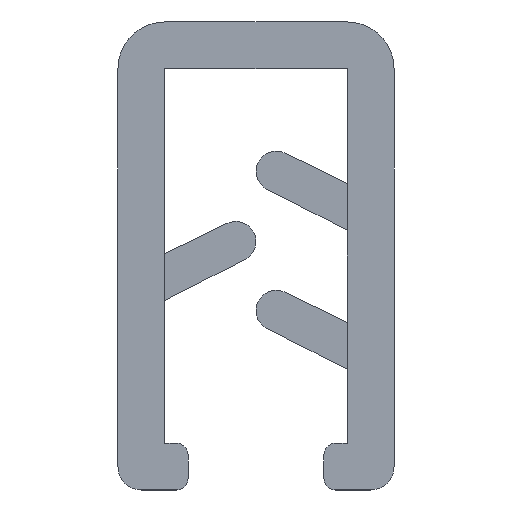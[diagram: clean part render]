
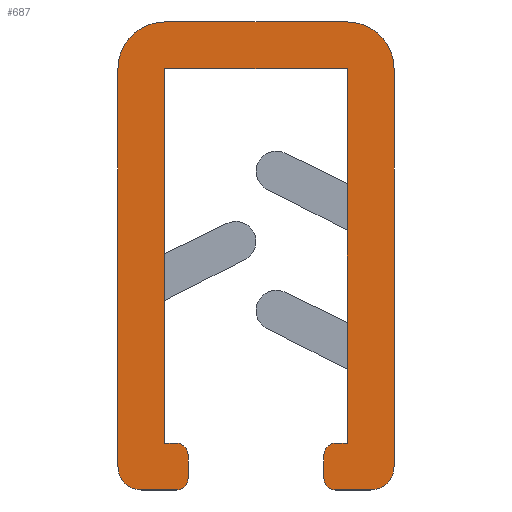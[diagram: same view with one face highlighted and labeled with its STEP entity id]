
A CAD part, front view. The second image highlights one B-rep face of the part: STEP entity #687.
In plain terms, the highlighted planar face has unit normal (0, -1, 0).
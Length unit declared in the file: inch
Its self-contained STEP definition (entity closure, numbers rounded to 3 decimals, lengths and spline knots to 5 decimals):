
#24=CARTESIAN_POINT('',(0.078,-3.16,0.2));
#25=VERTEX_POINT('',#24);
#26=CARTESIAN_POINT('',(0.118,-3.16,0.16));
#27=VERTEX_POINT('',#26);
#28=CARTESIAN_POINT('',(0.078,-3.16,0.16));
#29=DIRECTION('',(0.,1.,0.));
#30=DIRECTION('',(1.,0.,0.));
#31=AXIS2_PLACEMENT_3D('',#28,#29,#30);
#32=CIRCLE('',#31,0.04);
#33=EDGE_CURVE('',#25,#27,#32,.T.);
#66=CARTESIAN_POINT('',(0.118,-3.16,-0.18));
#67=VERTEX_POINT('',#66);
#68=CARTESIAN_POINT('',(0.118,-3.16,-0.18));
#69=DIRECTION('',(0.,0.,-1.));
#70=VECTOR('',#69,1.);
#71=LINE('',#68,#70);
#72=EDGE_CURVE('',#27,#67,#71,.T.);
#97=CARTESIAN_POINT('',(0.098,-3.16,-0.2));
#98=VERTEX_POINT('',#97);
#99=CARTESIAN_POINT('',(0.098,-3.16,-0.18));
#100=DIRECTION('',(0.,1.,0.));
#101=DIRECTION('',(1.,0.,0.));
#102=AXIS2_PLACEMENT_3D('',#99,#100,#101);
#103=CIRCLE('',#102,0.02);
#104=EDGE_CURVE('',#67,#98,#103,.T.);
#130=CARTESIAN_POINT('',(0.068,-3.16,-0.2));
#131=VERTEX_POINT('',#130);
#132=CARTESIAN_POINT('',(0.098,-3.16,-0.2));
#133=DIRECTION('',(-1.,0.,0.));
#134=VECTOR('',#133,1.);
#135=LINE('',#132,#134);
#136=EDGE_CURVE('',#98,#131,#135,.T.);
#161=CARTESIAN_POINT('',(0.058,-3.16,-0.19));
#162=VERTEX_POINT('',#161);
#163=CARTESIAN_POINT('',(0.068,-3.16,-0.19));
#164=DIRECTION('',(0.,1.,0.));
#165=DIRECTION('',(1.,0.,0.));
#166=AXIS2_PLACEMENT_3D('',#163,#164,#165);
#167=CIRCLE('',#166,0.01);
#168=EDGE_CURVE('',#131,#162,#167,.T.);
#194=CARTESIAN_POINT('',(0.058,-3.16,-0.17));
#195=VERTEX_POINT('',#194);
#196=CARTESIAN_POINT('',(0.058,-3.16,-0.19));
#197=DIRECTION('',(0.,0.,1.));
#198=VECTOR('',#197,1.);
#199=LINE('',#196,#198);
#200=EDGE_CURVE('',#162,#195,#199,.T.);
#225=CARTESIAN_POINT('',(0.068,-3.16,-0.16));
#226=VERTEX_POINT('',#225);
#227=CARTESIAN_POINT('',(0.068,-3.16,-0.17));
#228=DIRECTION('',(0.,1.,0.));
#229=DIRECTION('',(1.,0.,0.));
#230=AXIS2_PLACEMENT_3D('',#227,#228,#229);
#231=CIRCLE('',#230,0.01);
#232=EDGE_CURVE('',#195,#226,#231,.T.);
#258=CARTESIAN_POINT('',(0.078,-3.16,-0.16));
#259=VERTEX_POINT('',#258);
#260=CARTESIAN_POINT('',(0.078,-3.16,-0.16));
#261=DIRECTION('',(1.,0.,0.));
#262=VECTOR('',#261,1.);
#263=LINE('',#260,#262);
#264=EDGE_CURVE('',#226,#259,#263,.T.);
#289=CARTESIAN_POINT('',(0.078,-3.16,0.16));
#290=VERTEX_POINT('',#289);
#291=CARTESIAN_POINT('',(0.078,-3.16,-0.16));
#292=DIRECTION('',(0.,0.,1.));
#293=VECTOR('',#292,1.);
#294=LINE('',#291,#293);
#295=EDGE_CURVE('',#259,#290,#294,.T.);
#320=CARTESIAN_POINT('',(-0.078,-3.16,0.16));
#321=VERTEX_POINT('',#320);
#322=CARTESIAN_POINT('',(0.078,-3.16,0.16));
#323=DIRECTION('',(-1.,0.,0.));
#324=VECTOR('',#323,1.);
#325=LINE('',#322,#324);
#326=EDGE_CURVE('',#290,#321,#325,.T.);
#351=CARTESIAN_POINT('',(-0.078,-3.16,-0.16));
#352=VERTEX_POINT('',#351);
#353=CARTESIAN_POINT('',(-0.078,-3.16,-0.16));
#354=DIRECTION('',(0.,0.,-1.));
#355=VECTOR('',#354,1.);
#356=LINE('',#353,#355);
#357=EDGE_CURVE('',#321,#352,#356,.T.);
#382=CARTESIAN_POINT('',(-0.068,-3.16,-0.16));
#383=VERTEX_POINT('',#382);
#384=CARTESIAN_POINT('',(-0.068,-3.16,-0.16));
#385=DIRECTION('',(1.,0.,0.));
#386=VECTOR('',#385,1.);
#387=LINE('',#384,#386);
#388=EDGE_CURVE('',#352,#383,#387,.T.);
#413=CARTESIAN_POINT('',(-0.058,-3.16,-0.17));
#414=VERTEX_POINT('',#413);
#415=CARTESIAN_POINT('',(-0.068,-3.16,-0.17));
#416=DIRECTION('',(0.,1.,0.));
#417=DIRECTION('',(1.,0.,0.));
#418=AXIS2_PLACEMENT_3D('',#415,#416,#417);
#419=CIRCLE('',#418,0.01);
#420=EDGE_CURVE('',#383,#414,#419,.T.);
#446=CARTESIAN_POINT('',(-0.058,-3.16,-0.19));
#447=VERTEX_POINT('',#446);
#448=CARTESIAN_POINT('',(-0.058,-3.16,-0.19));
#449=DIRECTION('',(0.,0.,-1.));
#450=VECTOR('',#449,1.);
#451=LINE('',#448,#450);
#452=EDGE_CURVE('',#414,#447,#451,.T.);
#477=CARTESIAN_POINT('',(-0.068,-3.16,-0.2));
#478=VERTEX_POINT('',#477);
#479=CARTESIAN_POINT('',(-0.068,-3.16,-0.19));
#480=DIRECTION('',(0.,1.,0.));
#481=DIRECTION('',(1.,0.,0.));
#482=AXIS2_PLACEMENT_3D('',#479,#480,#481);
#483=CIRCLE('',#482,0.01);
#484=EDGE_CURVE('',#447,#478,#483,.T.);
#510=CARTESIAN_POINT('',(-0.098,-3.16,-0.2));
#511=VERTEX_POINT('',#510);
#512=CARTESIAN_POINT('',(-0.068,-3.16,-0.2));
#513=DIRECTION('',(-1.,0.,0.));
#514=VECTOR('',#513,1.);
#515=LINE('',#512,#514);
#516=EDGE_CURVE('',#478,#511,#515,.T.);
#541=CARTESIAN_POINT('',(-0.118,-3.16,-0.18));
#542=VERTEX_POINT('',#541);
#543=CARTESIAN_POINT('',(-0.098,-3.16,-0.18));
#544=DIRECTION('',(0.,1.,0.));
#545=DIRECTION('',(1.,0.,0.));
#546=AXIS2_PLACEMENT_3D('',#543,#544,#545);
#547=CIRCLE('',#546,0.02);
#548=EDGE_CURVE('',#511,#542,#547,.T.);
#574=CARTESIAN_POINT('',(-0.118,-3.16,0.16));
#575=VERTEX_POINT('',#574);
#576=CARTESIAN_POINT('',(-0.118,-3.16,-0.18));
#577=DIRECTION('',(0.,0.,1.));
#578=VECTOR('',#577,1.);
#579=LINE('',#576,#578);
#580=EDGE_CURVE('',#542,#575,#579,.T.);
#605=CARTESIAN_POINT('',(-0.078,-3.16,0.2));
#606=VERTEX_POINT('',#605);
#607=CARTESIAN_POINT('',(-0.078,-3.16,0.16));
#608=DIRECTION('',(0.,1.,0.));
#609=DIRECTION('',(1.,0.,0.));
#610=AXIS2_PLACEMENT_3D('',#607,#608,#609);
#611=CIRCLE('',#610,0.04);
#612=EDGE_CURVE('',#575,#606,#611,.T.);
#638=CARTESIAN_POINT('',(0.078,-3.16,0.2));
#639=DIRECTION('',(1.,0.,0.));
#640=VECTOR('',#639,1.);
#641=LINE('',#638,#640);
#642=EDGE_CURVE('',#606,#25,#641,.T.);
#660=ORIENTED_EDGE('',*,*,#33,.F.);
#661=ORIENTED_EDGE('',*,*,#642,.F.);
#662=ORIENTED_EDGE('',*,*,#612,.F.);
#663=ORIENTED_EDGE('',*,*,#580,.F.);
#664=ORIENTED_EDGE('',*,*,#548,.F.);
#665=ORIENTED_EDGE('',*,*,#516,.F.);
#666=ORIENTED_EDGE('',*,*,#484,.F.);
#667=ORIENTED_EDGE('',*,*,#452,.F.);
#668=ORIENTED_EDGE('',*,*,#420,.F.);
#669=ORIENTED_EDGE('',*,*,#388,.F.);
#670=ORIENTED_EDGE('',*,*,#357,.F.);
#671=ORIENTED_EDGE('',*,*,#326,.F.);
#672=ORIENTED_EDGE('',*,*,#295,.F.);
#673=ORIENTED_EDGE('',*,*,#264,.F.);
#674=ORIENTED_EDGE('',*,*,#232,.F.);
#675=ORIENTED_EDGE('',*,*,#200,.F.);
#676=ORIENTED_EDGE('',*,*,#168,.F.);
#677=ORIENTED_EDGE('',*,*,#136,.F.);
#678=ORIENTED_EDGE('',*,*,#104,.F.);
#679=ORIENTED_EDGE('',*,*,#72,.F.);
#680=EDGE_LOOP('',(#660,#661,#662,#663,#664,#665,#666,#667,#668,#669,#670,#671,#672,#673,#674,#675,#676,#677,#678,#679));
#681=FACE_OUTER_BOUND('',#680,.T.);
#682=CARTESIAN_POINT('',(0.02928,-3.16,0.2));
#683=DIRECTION('',(0.,-1.,0.));
#684=DIRECTION('',(1.,0.,0.));
#685=AXIS2_PLACEMENT_3D('',#682,#683,#684);
#686=PLANE('',#685);
#687=ADVANCED_FACE('',(#681),#686,.T.);
